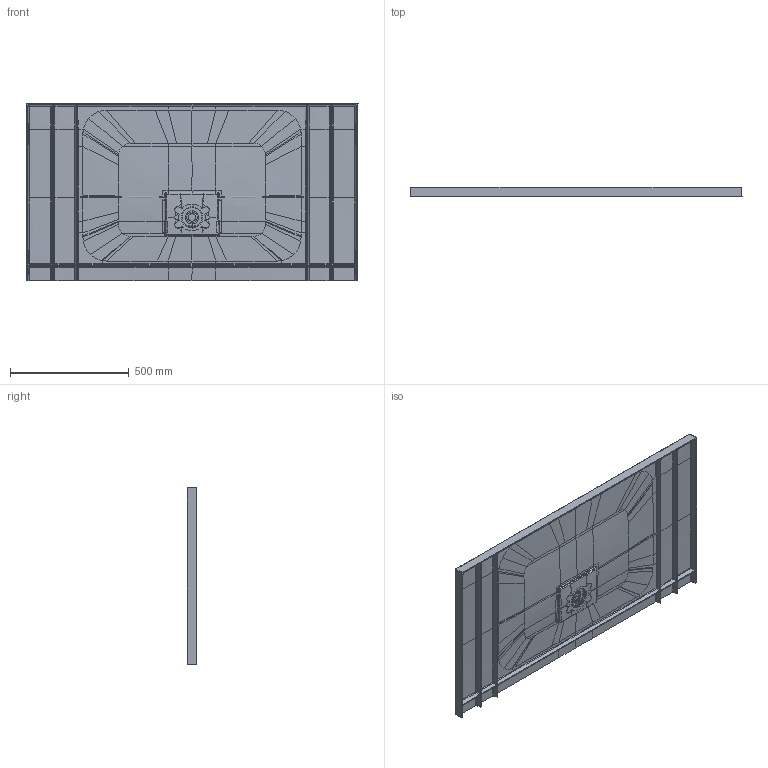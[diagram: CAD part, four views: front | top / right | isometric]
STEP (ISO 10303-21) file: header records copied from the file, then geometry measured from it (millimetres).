
FILE_DESCRIPTION((''),'2;1');
FILE_NAME('UDQ1475SQI2BV-SQUARO-INFINITY_ASM','2022-07-12T10:19:36',('GrootJ'),('Villeroy & Boch Wellness bv'),'CREO PARAMETRIC BY PTC INC, 2020454','CREO PARAMETRIC BY PTC INC, 2020454','');
FILE_SCHEMA(('CONFIG_CONTROL_DESIGN'));
Products named in the file (10): UDQ1475SQI2BV_SQUARO_INFINITY; V3P1304-101; V3P1304-102; V3P1304-106; V3P1304-103; V3P1304-104; V3P1304-105; INFINITY_DEKSEL-GLIMLIJN_060722_ASM; LOGO_INFINITY_06072022; UDQ1475SQI2BV-SQUARO-INFINITY_ASM
Assembly tree (12 placements, depth 3):
  UDQ1475SQI2BV-SQUARO-INFINITY_ASM
    UDQ1475SQI2BV_SQUARO_INFINITY
    INFINITY_DEKSEL-GLIMLIJN_060722_ASM
      V3P1304-101
      V3P1304-102
      V3P1304-106  x4
      V3P1304-103
      V3P1304-104
      V3P1304-105
    LOGO_INFINITY_06072022
Bounding box: 1400 x 40 x 750 mm (x, y, z)
Volume: 18095833.9 mm3; surface area: 2572767.5 mm2
Topology: 39 solids, 40 shells, 5987 faces, 14184 edges, 8248 vertices
Faces by surface type: bspline 2633, cylinder 1320, plane 972, extrusion 477, sphere 297, cone 143, torus 141, revolution 4
Entity records: 301966 total; most frequent: CARTESIAN_POINT 187726, ORIENTED_EDGE 28130, DIRECTION 16833, EDGE_CURVE 14067, VERTEX_POINT 8188, B_SPLINE_CURVE_WITH_KNOTS 7277, AXIS2_PLACEMENT_3D 6223, EDGE_LOOP 6015
